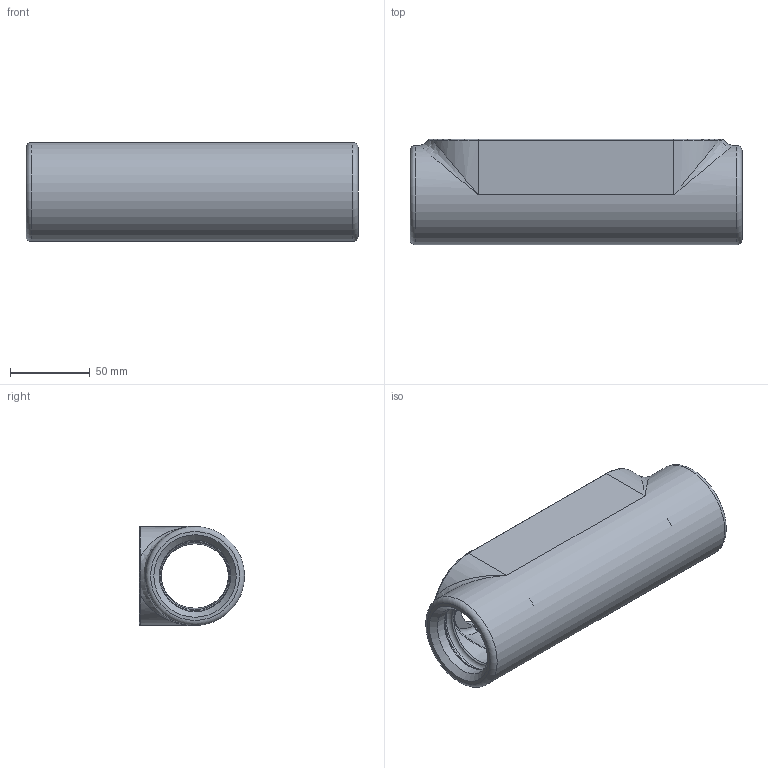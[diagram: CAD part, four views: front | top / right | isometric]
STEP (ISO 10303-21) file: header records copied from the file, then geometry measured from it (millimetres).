
FILE_DESCRIPTION(/* description */ (''),/* implementation_level */ '2;1');
FILE_NAME(/* name */ 'KIL_C58SS.stp',/* time_stamp */ '2020-04-30T20:22:47+06:00',/* author */ ('kr'),/* organization */ (''),/* preprocessor_version */ 'ST-DEVELOPER v18',/* originating_system */ 'Autodesk Inventor 2020',/* authorisation */ '');
FILE_SCHEMA (('AUTOMOTIVE_DESIGN { 1 0 10303 214 3 1 1 }'));
Length unit declared in the file: inch
Products named in the file (1): C48SS
Bounding box: 207.77 x 65.79 x 61.98 mm (x, y, z)
Volume: 208737.5 mm3; surface area: 76530.8 mm2
Topology: 1 solids, 1 shells, 533 faces, 1436 edges, 944 vertices
Faces by surface type: plane 310, bspline 113, cylinder 80, torus 22, cone 8
Full cylindrical faces by diameter (mm): 1.476 x1, 1.762 x1, 4.978 x2, 12.938 x1, 15.875 x1, 48.412 x2, 61.976 x1
Entity records: 18373 total; most frequent: CARTESIAN_POINT 5480, ORIENTED_EDGE 2864, DIRECTION 2306, EDGE_CURVE 1432, LINE 962, VECTOR 962, VERTEX_POINT 944, AXIS2_PLACEMENT_3D 672
